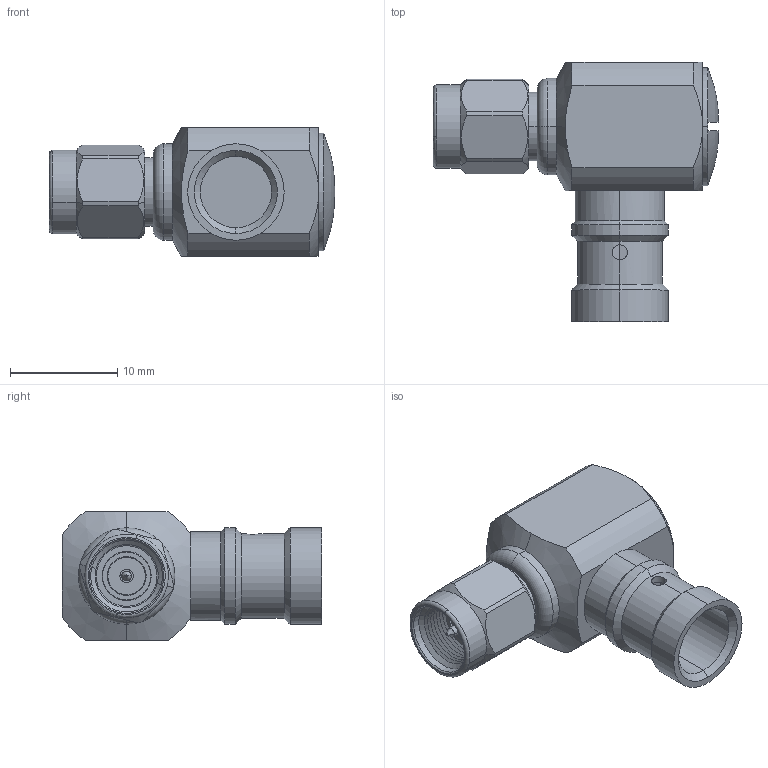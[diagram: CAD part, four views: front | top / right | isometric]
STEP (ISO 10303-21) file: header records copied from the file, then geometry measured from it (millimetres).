
FILE_DESCRIPTION (( 'STEP AP203' ), '1' );
FILE_NAME ('3190-3006.STEP', '2020-09-23T04:52:28', ( '' ), ( '' ), 'SwSTEP 2.0', 'SolidWorks 2018', '' );
FILE_SCHEMA (( 'CONFIG_CONTROL_DESIGN' ));
Length unit declared in the file: inch
Products named in the file (1): 3190-3006
Bounding box: 26.61 x 24.2 x 12 mm (x, y, z)
Volume: 2715.9 mm3; surface area: 2022.7 mm2
Topology: 1 solids, 2 shells, 160 faces, 358 edges, 214 vertices
Faces by surface type: cone 62, cylinder 57, plane 35, torus 6
Entity records: 4642 total; most frequent: CARTESIAN_POINT 944, DIRECTION 825, ORIENTED_EDGE 716, EDGE_CURVE 358, AXIS2_PLACEMENT_3D 343, VERTEX_POINT 214, CIRCLE 182, EDGE_LOOP 176
